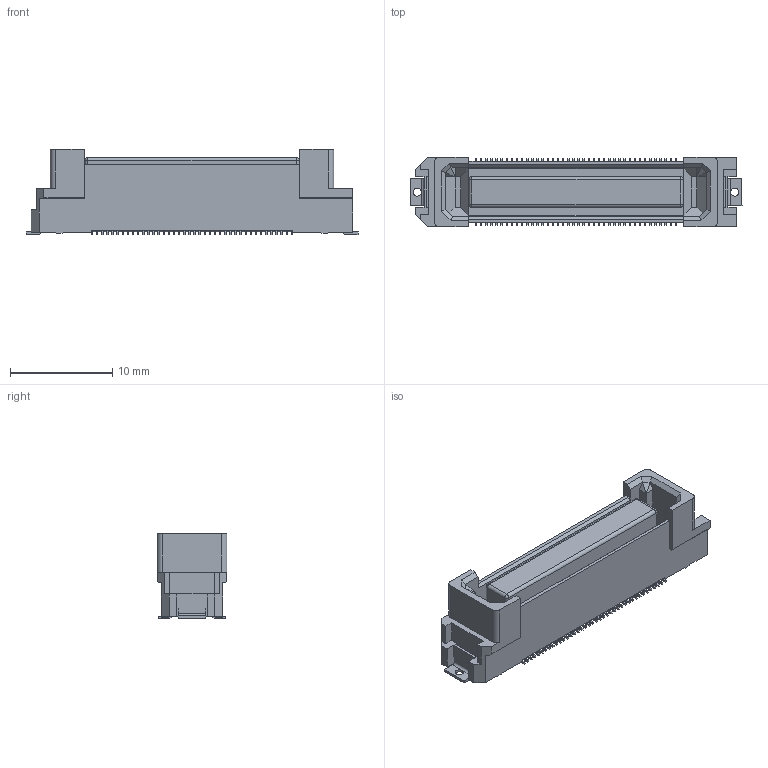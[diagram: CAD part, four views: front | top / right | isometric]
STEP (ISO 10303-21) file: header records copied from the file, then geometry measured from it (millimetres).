
FILE_DESCRIPTION(('CoCreate Modeling STEP Export'),'2;1');
FILE_NAME('FX20-80S-0.5SV.stp','2012-07-19T18:05:18',(''),(''),'CoCreate Modeling STEP processor for AP214 (Solid Model)','CoCreate Modeling 17.0 01-Apr-2010 (C) Parametric Technology GmbH','');
FILE_SCHEMA(('AUTOMOTIVE_DESIGN { 1 0 10303 214 1 1 1 1 }'));
Length unit declared in the file: millimetre
Products named in the file (1): FX20-80S-0.5SV
Bounding box: 32.4 x 6.8 x 8.3 mm (x, y, z)
Volume: 957 mm3; surface area: 1599.3 mm2
Topology: 1 solids, 1 shells, 1386 faces, 3973 edges, 2585 vertices
Faces by surface type: plane 1362, cylinder 20, sphere 4
Entity records: 42728 total; most frequent: ORIENTED_EDGE 7938, CARTESIAN_POINT 7616, DIRECTION 6367, EDGE_CURVE 3969, VECTOR 3695, LINE 3695, VERTEX_POINT 2585, EDGE_LOOP 1390
